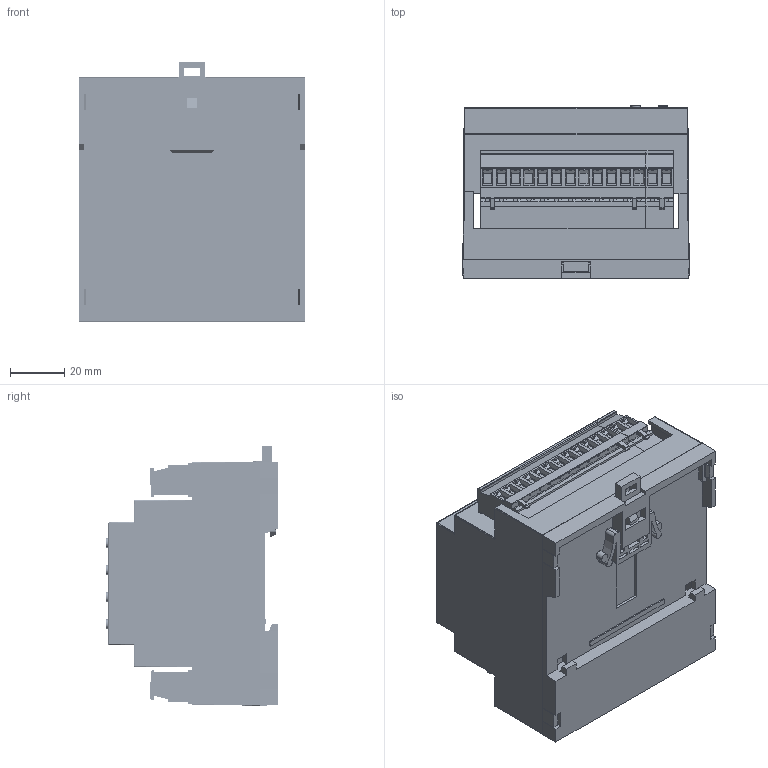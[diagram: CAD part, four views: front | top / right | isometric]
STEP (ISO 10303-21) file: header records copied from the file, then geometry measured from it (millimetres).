
FILE_DESCRIPTION (( 'STEP AP214' ), '1' );
FILE_NAME ('BRSP.421243.005_MINI_D_SITE.STEP', '2024-05-21T17:03:07', ( 'd.a.glushkov' ), ( '' ), 'SwSTEP 2.0', 'SolidWorks 2022', '' );
FILE_SCHEMA (( 'AUTOMOTIVE_DESIGN' ));
Length unit declared in the file: millimetre
Products named in the file (68): PBS-06.step; C11BRSP.758724.005.step; SB5BRSP.758724.005.step; BRSP.468383.015; _______2EDGV-5.08-12P^XT3BRSP.687253.006_BRSP.687253.006_BRSP.468332.024; R6BRSP.758724.005.step; BRSP.758724.002.step; XT2BRSP.687253.006^BRSP.687253.006_BRSP.468332.024; 5901711936.step; User_Library-0603_SMD_Resistor.step; XS2BRSP.758724.005.step; C10BRSP.758724.005.step; 5901720416.step; BRSP.468332.024; Extruded-1.step; R2BRSP.758724.005.step; Extruded.step; R3BRSP.758724.005.step; 5901712096.step; C12BRSP.758724.005.step; User_Library-PLS-6-1.step; XT1BRSP.687253.006^BRSP.687253.006_BRSP.468332.024; BRSP.421243.005_MINI_D_SITE; BRSP.687253.006^BRSP.468332.024; R4BRSP.758724.005.step; Open CASCADE STEP translator 6.8 3.1.1.step; C1BRSP.758724.005.step; BoardBRSP.758724.002.step; _______2EDGV-5.08-12P^XT2BRSP.687253.006_BRSP.687253.006_BRSP.468332.024; _______2EDGV-5.08-02P^XT4BRSP.687253.006_BRSP.687253.006_BRSP.468332.024; Open CASCADE STEP translator 6.8 1.1.1^BoardBRSP.687253.006_BRSP.687253.006_BRSP.468332.024; XS3BRSP.758724.005.step; _______2EDGKA-5.08-12P^XT3BRSP.687253.006_BRSP.687253.006_BRSP.468332.024; XP2BRSP.758724.002.step; ____________________3,2_1,5__^XT1BRSP.687253.006_BRSP.687253.006_BRSP.468332.024; BRSP.758724.005.step; R5BRSP.758724.005.step; SB1BRSP.758724.005.step; _______2EDGKA-5.08-02P^XT4BRSP.687253.006_BRSP.687253.006_BRSP.468332.024; BoardBRSP.687253.006^BRSP.687253.006_BRSP.468332.024 ...
Assembly tree (88 placements, depth 6):
  BRSP.421243.005_MINI_D_SITE
    D5MG
    BRSP.468332.024
      BRSP.687253.006^BRSP.468332.024
        BoardBRSP.687253.006^BRSP.687253.006_BRSP.468332.024
          Open CASCADE STEP translator 6.8 1.1.1^BoardBRSP.687253.006_BRSP.687253.006_BRSP.468332.024
        XT4BRSP.687253.006^BRSP.687253.006_BRSP.468332.024
          _______2EDGKA-5.08-02P^XT4BRSP.687253.006_BRSP.687253.006_BRSP.468332.024
          _______2EDGV-5.08-02P^XT4BRSP.687253.006_BRSP.687253.006_BRSP.468332.024
        XT3BRSP.687253.006^BRSP.687253.006_BRSP.468332.024
          _______2EDGV-5.08-12P^XT3BRSP.687253.006_BRSP.687253.006_BRSP.468332.024
          _______2EDGKA-5.08-12P^XT3BRSP.687253.006_BRSP.687253.006_BRSP.468332.024
        XT2BRSP.687253.006^BRSP.687253.006_BRSP.468332.024
          _______2EDGV-5.08-12P^XT2BRSP.687253.006_BRSP.687253.006_BRSP.468332.024
          _______2EDGKA-5.08-12P^XT2BRSP.687253.006_BRSP.687253.006_BRSP.468332.024
        XT1BRSP.687253.006^BRSP.687253.006_BRSP.468332.024
          ____________________3,2_1,5__^XT1BRSP.687253.006_BRSP.687253.006_BRSP.468332.024
    BRSP.468383.015
      BRSP.758724.005.step
        BoardBRSP.758724.005.step
          Open CASCADE STEP translator 6.8 3.1.1.step
        SB4BRSP.758724.005.step
          ________________6x6x17.step
        SB6BRSP.758724.005.step
          ________________6x6x17.step
        SB5BRSP.758724.005.step
          ________________6x6x17.step
        SB3BRSP.758724.005.step
          ________________6x6x17.step
        SB2BRSP.758724.005.step
          ________________6x6x17.step
        SB1BRSP.758724.005.step
          ________________6x6x17.step
        R7BRSP.758724.005.step
          User_Library-0603_SMD_Resistor.step
        R6BRSP.758724.005.step
          User_Library-0603_SMD_Resistor.step
        R5BRSP.758724.005.step
          User_Library-0603_SMD_Resistor.step
        R4BRSP.758724.005.step
          User_Library-0603_SMD_Resistor.step
        R3BRSP.758724.005.step
          User_Library-0603_SMD_Resistor.step
        R2BRSP.758724.005.step
          User_Library-0603_SMD_Resistor.step
        C12BRSP.758724.005.step
          ____________0603.step
        C11BRSP.758724.005.step
          ____________0603.step
        C10BRSP.758724.005.step
          ____________0603.step
        C9BRSP.758724.005.step
          ____________0603.step
        C8BRSP.758724.005.step
          ____________0603.step
        C7BRSP.758724.005.step
          ____________0603.step
        XS3BRSP.758724.005.step
          PBS-06.step
        XS2BRSP.758724.005.step
Bounding box: 83.6 x 63.89 x 95.77 mm (x, y, z)
Volume: 116661.2 mm3; surface area: 128531 mm2
Topology: 48 solids, 48 shells, 7014 faces, 18330 edges, 11542 vertices
Faces by surface type: plane 4283, cylinder 1653, sphere 326, bspline 294, cone 264, torus 194
Entity records: 180521 total; most frequent: CARTESIAN_POINT 40768, ORIENTED_EDGE 27792, DIRECTION 26152, EDGE_CURVE 13896, VECTOR 9572, LINE 9572, VERTEX_POINT 8925, AXIS2_PLACEMENT_3D 8290
